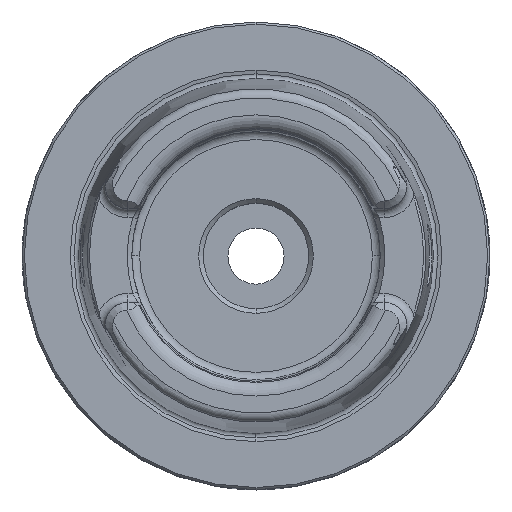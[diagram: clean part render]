
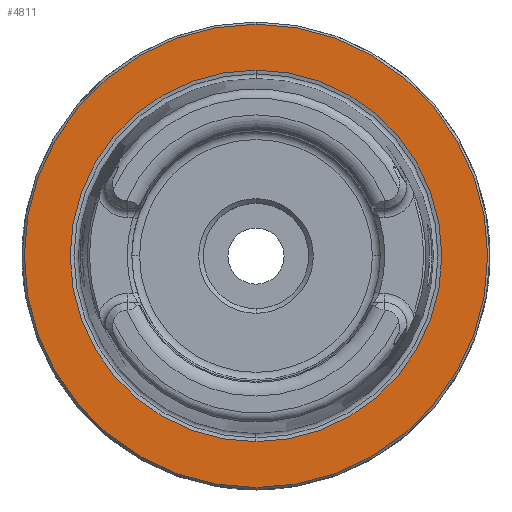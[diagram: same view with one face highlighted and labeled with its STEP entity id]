
A CAD part, top view. The second image highlights one B-rep face of the part: STEP entity #4811.
In plain terms, the highlighted planar face has unit normal (0, 0, 1).
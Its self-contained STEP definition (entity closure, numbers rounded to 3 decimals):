
#2121=VERTEX_POINT('NONE',#5618);
#3891=VERTEX_POINT('NONE',#7578);
#3977=EDGE_CURVE('NONE',#2121,#4891,#7670,.T.);
#4415=EDGE_CURVE('NONE',#3891,#4821,#8147,.T.);
#4633=EDGE_CURVE('NONE',#4891,#2121,#8381,.F.);
#4647=EDGE_CURVE('NONE',#4821,#3891,#8397,.T.);
#4811=ADVANCED_FACE('NONE',(#8585,#8586),#8587,.F.);
#4821=VERTEX_POINT('NONE',#8597);
#4891=VERTEX_POINT('NONE',#8674);
#5618=CARTESIAN_POINT('',(0.,-39.697,0.));
#7578=CARTESIAN_POINT('',(0.,-49.495,0.));
#7670=CIRCLE('',#14966,39.697);
#8147=CIRCLE('',#16060,49.495);
#8381=CIRCLE('',#16551,39.697);
#8397=CIRCLE('',#16582,49.495);
#8585=FACE_OUTER_BOUND('',#17014,.T.);
#8586=FACE_BOUND('',#17015,.T.);
#8587=PLANE('',#17016);
#8597=CARTESIAN_POINT('',(0.,49.495,0.));
#8674=CARTESIAN_POINT('',(0.,39.697,0.));
#14966=AXIS2_PLACEMENT_3D('',#20942,#20943,#20944);
#16060=AXIS2_PLACEMENT_3D('',#21462,#21463,#21464);
#16551=AXIS2_PLACEMENT_3D('',#21677,#21678,#21679);
#16582=AXIS2_PLACEMENT_3D('',#21697,#21698,#21699);
#17014=EDGE_LOOP('',(#21965,#21966));
#17015=EDGE_LOOP('',(#21967,#21968));
#17016=AXIS2_PLACEMENT_3D('',#21969,#21970,#21971);
#20942=CARTESIAN_POINT('',(0.,0.,0.));
#20943=DIRECTION('',(0.0,-0.0,1.0));
#20944=DIRECTION('',(0.,1.0,0.0));
#21462=CARTESIAN_POINT('',(0.,0.,0.));
#21463=DIRECTION('',(0.0,0.0,1.0));
#21464=DIRECTION('',(0.,-1.0,0.0));
#21677=CARTESIAN_POINT('',(0.,0.,0.));
#21678=DIRECTION('',(0.0,0.0,-1.0));
#21679=DIRECTION('',(0.,1.0,0.0));
#21697=CARTESIAN_POINT('',(0.,0.,0.));
#21698=DIRECTION('',(0.0,0.0,1.0));
#21699=DIRECTION('',(0.,-1.0,0.0));
#21965=ORIENTED_EDGE('',*,*,#4415,.T.);
#21966=ORIENTED_EDGE('',*,*,#4647,.T.);
#21967=ORIENTED_EDGE('',*,*,#4633,.F.);
#21968=ORIENTED_EDGE('',*,*,#3977,.F.);
#21969=CARTESIAN_POINT('',(0.,-38.483,0.));
#21970=DIRECTION('',(-0.0,0.0,-1.0));
#21971=DIRECTION('',(0.,-1.0,0.0));
